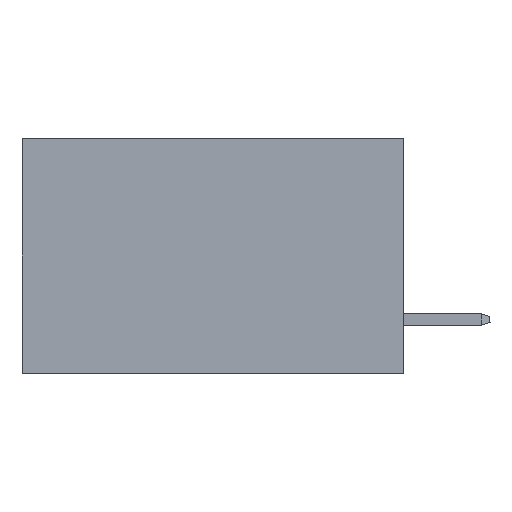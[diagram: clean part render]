
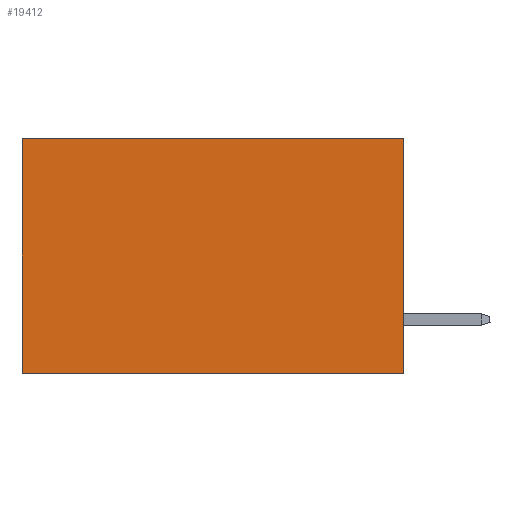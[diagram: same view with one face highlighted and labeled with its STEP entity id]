
A CAD part, left-side view. The second image highlights one B-rep face of the part: STEP entity #19412.
In plain terms, the highlighted planar face has unit normal (-1, 0, 0).
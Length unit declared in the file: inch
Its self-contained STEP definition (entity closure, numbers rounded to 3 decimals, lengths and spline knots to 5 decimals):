
#16 = LINE ( 'NONE', #17005, #10313 ) ;
#50 = LINE ( 'NONE', #6874, #8899 ) ;
#570 = LINE ( 'NONE', #12021, #4644 ) ;
#714 = AXIS2_PLACEMENT_3D ( 'NONE', #16284, #7708, #14241 ) ;
#885 = VERTEX_POINT ( 'NONE', #2052 ) ;
#1664 = ORIENTED_EDGE ( 'NONE', *, *, #18346, .T. ) ;
#2052 = CARTESIAN_POINT ( 'NONE',  ( 0.2875, 0.6, 0. ) ) ;
#2254 = VERTEX_POINT ( 'NONE', #16646 ) ;
#3125 = VECTOR ( 'NONE', #3994, 39.37008 ) ;
#3994 = DIRECTION ( 'NONE',  ( 0., 0., -1. ) ) ;
#4026 = CARTESIAN_POINT ( 'NONE',  ( 0.2875, 0., -0.37 ) ) ;
#4644 = VECTOR ( 'NONE', #11917, 39.37008 ) ;
#6874 = CARTESIAN_POINT ( 'NONE',  ( 0.2875, 0., 0. ) ) ;
#6906 = LINE ( 'NONE', #9018, #3125 ) ;
#7708 = DIRECTION ( 'NONE',  ( 1., 0., 0. ) ) ;
#8899 = VECTOR ( 'NONE', #13621, 39.37008 ) ;
#9018 = CARTESIAN_POINT ( 'NONE',  ( 0.2875, 0., 0. ) ) ;
#9097 = ORIENTED_EDGE ( 'NONE', *, *, #14683, .F. ) ;
#10313 = VECTOR ( 'NONE', #11482, 39.37008 ) ;
#11225 = PLANE ( 'NONE',  #714 ) ;
#11482 = DIRECTION ( 'NONE',  ( 0., 0., -1. ) ) ;
#11917 = DIRECTION ( 'NONE',  ( 0., 1., 0. ) ) ;
#12021 = CARTESIAN_POINT ( 'NONE',  ( 0.2875, 0., -0.37 ) ) ;
#12334 = VERTEX_POINT ( 'NONE', #16592 ) ;
#12977 = ORIENTED_EDGE ( 'NONE', *, *, #17455, .T. ) ;
#13621 = DIRECTION ( 'NONE',  ( 0., 1., 0. ) ) ;
#14241 = DIRECTION ( 'NONE',  ( 0., 0., -1. ) ) ;
#14552 = EDGE_LOOP ( 'NONE', ( #12977, #17991, #9097, #1664 ) ) ;
#14683 = EDGE_CURVE ( 'NONE', #12334, #21504, #6906, .T. ) ;
#15585 = EDGE_CURVE ( 'NONE', #21504, #2254, #570, .T. ) ;
#16284 = CARTESIAN_POINT ( 'NONE',  ( 0.2875, 0., 0. ) ) ;
#16592 = CARTESIAN_POINT ( 'NONE',  ( 0.2875, 0., 0. ) ) ;
#16646 = CARTESIAN_POINT ( 'NONE',  ( 0.2875, 0.6, -0.37 ) ) ;
#17005 = CARTESIAN_POINT ( 'NONE',  ( 0.2875, 0.6, 0. ) ) ;
#17455 = EDGE_CURVE ( 'NONE', #885, #2254, #16, .T. ) ;
#17991 = ORIENTED_EDGE ( 'NONE', *, *, #15585, .F. ) ;
#18346 = EDGE_CURVE ( 'NONE', #12334, #885, #50, .T. ) ;
#19412 = ADVANCED_FACE ( 'NONE', ( #19891 ), #11225, .F. ) ;
#19891 = FACE_OUTER_BOUND ( 'NONE', #14552, .T. ) ;
#21504 = VERTEX_POINT ( 'NONE', #4026 ) ;
